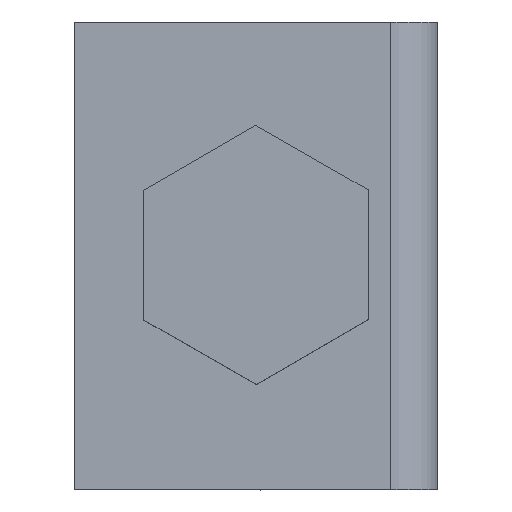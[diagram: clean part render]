
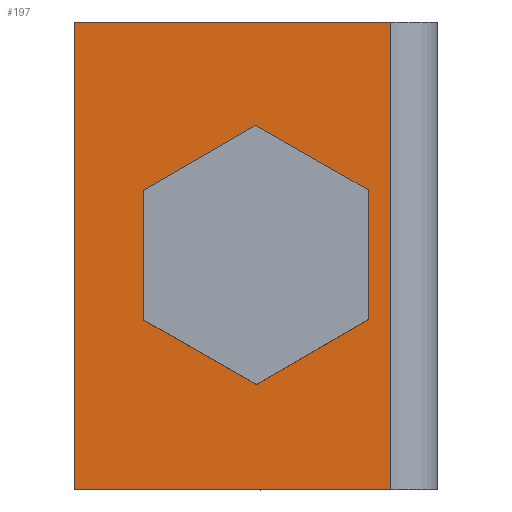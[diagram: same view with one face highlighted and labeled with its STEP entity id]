
A CAD part, top view. The second image highlights one B-rep face of the part: STEP entity #197.
In plain terms, the highlighted planar face has unit normal (0, 0, 1).
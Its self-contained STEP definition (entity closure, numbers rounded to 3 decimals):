
#85=AXIS2_PLACEMENT_3D('Circle Axis2P3D',#83,#84,$) ;
#157=AXIS2_PLACEMENT_3D('Plane Axis2P3D',#154,#155,#156) ;
#41=CARTESIAN_POINT('Vertex',(9.633,10.438,20.999)) ;
#57=CARTESIAN_POINT('Vertex',(4.367,7.562,20.999)) ;
#61=CARTESIAN_POINT('Control Point',(4.367,7.562,20.999)) ;
#62=CARTESIAN_POINT('Control Point',(4.819,6.735,20.999)) ;
#63=CARTESIAN_POINT('Control Point',(5.596,6.085,20.999)) ;
#64=CARTESIAN_POINT('Control Point',(6.607,5.788,20.999)) ;
#65=CARTESIAN_POINT('Control Point',(8.616,6.042,20.999)) ;
#66=CARTESIAN_POINT('Control Point',(9.915,7.596,20.999)) ;
#67=CARTESIAN_POINT('Control Point',(10.212,8.607,20.999)) ;
#68=CARTESIAN_POINT('Control Point',(10.085,9.611,20.999)) ;
#69=CARTESIAN_POINT('Control Point',(9.633,10.438,20.999)) ;
#83=CARTESIAN_POINT('Axis2P3D Location',(7.,9.,20.999)) ;
#154=CARTESIAN_POINT('Axis2P3D Location',(0.,18.,20.999)) ;
#159=CARTESIAN_POINT('Line Origine',(12.2,9.,20.999)) ;
#163=CARTESIAN_POINT('Vertex',(12.2,18.,20.999)) ;
#165=CARTESIAN_POINT('Vertex',(12.2,0.,20.999)) ;
#168=CARTESIAN_POINT('Line Origine',(6.1,18.,20.999)) ;
#172=CARTESIAN_POINT('Vertex',(0.,18.,20.999)) ;
#175=CARTESIAN_POINT('Line Origine',(0.,9.,20.999)) ;
#179=CARTESIAN_POINT('Vertex',(0.,0.,20.999)) ;
#182=CARTESIAN_POINT('Line Origine',(6.1,0.,20.999)) ;
#84=DIRECTION('Axis2P3D Direction',(0.,0.,1.)) ;
#155=DIRECTION('Axis2P3D Direction',(0.,0.,-1.)) ;
#156=DIRECTION('Axis2P3D XDirection',(1.,0.,0.)) ;
#160=DIRECTION('Vector Direction',(0.,-1.,0.)) ;
#169=DIRECTION('Vector Direction',(1.,0.,0.)) ;
#176=DIRECTION('Vector Direction',(0.,-1.,0.)) ;
#183=DIRECTION('Vector Direction',(1.,0.,0.)) ;
#161=VECTOR('Line Direction',#160,1.) ;
#170=VECTOR('Line Direction',#169,1.) ;
#177=VECTOR('Line Direction',#176,1.) ;
#184=VECTOR('Line Direction',#183,1.) ;
#188=ORIENTED_EDGE('',*,*,#167,.F.) ;
#189=ORIENTED_EDGE('',*,*,#174,.T.) ;
#190=ORIENTED_EDGE('',*,*,#181,.T.) ;
#191=ORIENTED_EDGE('',*,*,#186,.F.) ;
#194=ORIENTED_EDGE('',*,*,#87,.T.) ;
#195=ORIENTED_EDGE('',*,*,#70,.T.) ;
#196=FACE_BOUND('',#193,.T.) ;
#197=ADVANCED_FACE('V1',(#192,#196),#158,.F.) ;
#60=B_SPLINE_CURVE_WITH_KNOTS('',5,(#61,#62,#63,#64,#65,#66,#67,#68,#69),.UNSPECIFIED.,.F.,.U.,(6,3,6),(-4.712,0.,4.712),.UNSPECIFIED.) ;
#86=CIRCLE('generated circle',#85,3.) ;
#70=EDGE_CURVE('',#42,#58,#60,.F.) ;
#87=EDGE_CURVE('',#58,#42,#86,.F.) ;
#167=EDGE_CURVE('',#164,#166,#162,.T.) ;
#174=EDGE_CURVE('',#164,#173,#171,.F.) ;
#181=EDGE_CURVE('',#173,#180,#178,.T.) ;
#186=EDGE_CURVE('',#166,#180,#185,.F.) ;
#187=EDGE_LOOP('',(#188,#189,#190,#191)) ;
#193=EDGE_LOOP('',(#194,#195)) ;
#192=FACE_OUTER_BOUND('',#187,.T.) ;
#162=LINE('Line',#159,#161) ;
#171=LINE('Line',#168,#170) ;
#178=LINE('Line',#175,#177) ;
#185=LINE('Line',#182,#184) ;
#158=PLANE('',#157) ;
#42=VERTEX_POINT('',#41) ;
#58=VERTEX_POINT('',#57) ;
#164=VERTEX_POINT('',#163) ;
#166=VERTEX_POINT('',#165) ;
#173=VERTEX_POINT('',#172) ;
#180=VERTEX_POINT('',#179) ;
